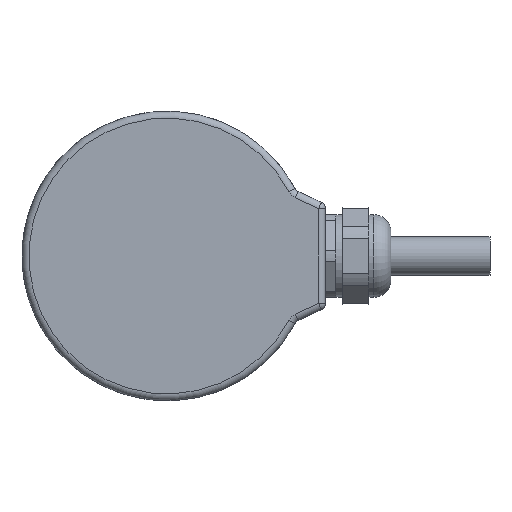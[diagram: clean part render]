
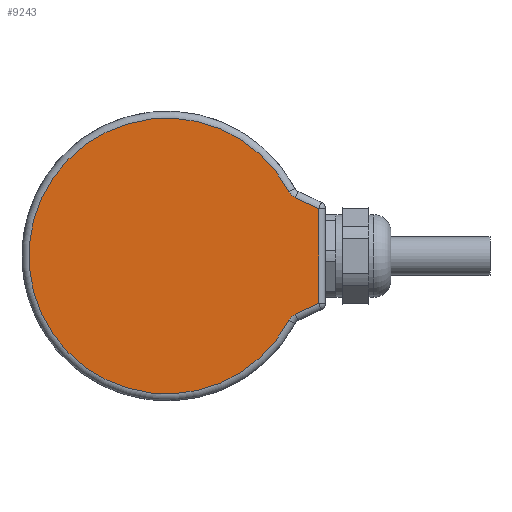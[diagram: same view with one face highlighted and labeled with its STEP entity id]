
A CAD part, left-side view. The second image highlights one B-rep face of the part: STEP entity #9243.
In plain terms, the highlighted planar face has unit normal (-1, 0, 0).
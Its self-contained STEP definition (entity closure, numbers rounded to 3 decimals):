
#1850 = VERTEX_POINT ( 'NONE', #19518 ) ;
#2032 = FACE_OUTER_BOUND ( 'NONE', #17868, .T. ) ;
#2333 = DIRECTION ( 'NONE',  ( -1., 0., 0. ) ) ;
#2497 = AXIS2_PLACEMENT_3D ( 'NONE', #10451, #2333, #7158 ) ;
#3538 = AXIS2_PLACEMENT_3D ( 'NONE', #13127, #11428, #10002 ) ;
#3567 = VERTEX_POINT ( 'NONE', #7825 ) ;
#4271 = LINE ( 'NONE', #17636, #5882 ) ;
#5353 = DIRECTION ( 'NONE',  ( -1., 0., 0. ) ) ;
#5571 = CARTESIAN_POINT ( 'NONE',  ( -33.667, -18.077, -10.252 ) ) ;
#5861 = ORIENTED_EDGE ( 'NONE', *, *, #19423, .F. ) ;
#5882 = VECTOR ( 'NONE', #13852, 1000. ) ;
#6428 = EDGE_CURVE ( 'NONE', #15226, #10797, #18860, .T. ) ;
#7053 = CIRCLE ( 'NONE', #20943, 2. ) ;
#7158 = DIRECTION ( 'NONE',  ( 0., 1., 0. ) ) ;
#7478 = LINE ( 'NONE', #14097, #9327 ) ;
#7604 = LINE ( 'NONE', #20758, #18153 ) ;
#7825 = CARTESIAN_POINT ( 'NONE',  ( -33.667, -16.308, -9.32 ) ) ;
#8358 = VERTEX_POINT ( 'NONE', #17297 ) ;
#9224 = DIRECTION ( 'NONE',  ( 0., 0.906, 0.423 ) ) ;
#9243 = ADVANCED_FACE ( 'NONE', ( #2032 ), #17166, .F. ) ;
#9327 = VECTOR ( 'NONE', #9224, 1000. ) ;
#9408 = CARTESIAN_POINT ( 'NONE',  ( -33.667, -16.308, 9.32 ) ) ;
#10002 = DIRECTION ( 'NONE',  ( 0., 1., 0. ) ) ;
#10451 = CARTESIAN_POINT ( 'NONE',  ( -33.667, -18.077, 10.252 ) ) ;
#10797 = VERTEX_POINT ( 'NONE', #19875 ) ;
#11428 = DIRECTION ( 'NONE',  ( -1., 0., 0. ) ) ;
#11483 = ORIENTED_EDGE ( 'NONE', *, *, #6428, .F. ) ;
#12664 = EDGE_CURVE ( 'NONE', #15226, #3567, #17068, .T. ) ;
#13127 = CARTESIAN_POINT ( 'NONE',  ( -33.667, 1.388, 0. ) ) ;
#13757 = VERTEX_POINT ( 'NONE', #15571 ) ;
#13852 = DIRECTION ( 'NONE',  ( 0., 0., 1. ) ) ;
#13914 = DIRECTION ( 'NONE',  ( 0., 1., 0. ) ) ;
#14097 = CARTESIAN_POINT ( 'NONE',  ( -33.667, -16.923, 8.583 ) ) ;
#14275 = EDGE_CURVE ( 'NONE', #1850, #13757, #7604, .T. ) ;
#15226 = VERTEX_POINT ( 'NONE', #9408 ) ;
#15571 = CARTESIAN_POINT ( 'NONE',  ( -33.667, -20.612, -6.863 ) ) ;
#15897 = AXIS2_PLACEMENT_3D ( 'NONE', #18792, #17265, #13914 ) ;
#17068 = CIRCLE ( 'NONE', #3538, 20. ) ;
#17166 = PLANE ( 'NONE',  #15897 ) ;
#17265 = DIRECTION ( 'NONE',  ( 1., 0., 0. ) ) ;
#17297 = CARTESIAN_POINT ( 'NONE',  ( -33.667, -20.612, 6.863 ) ) ;
#17448 = EDGE_CURVE ( 'NONE', #8358, #10797, #7478, .T. ) ;
#17635 = ORIENTED_EDGE ( 'NONE', *, *, #14275, .T. ) ;
#17636 = CARTESIAN_POINT ( 'NONE',  ( -33.667, -20.612, 7.5 ) ) ;
#17646 = ORIENTED_EDGE ( 'NONE', *, *, #17448, .T. ) ;
#17868 = EDGE_LOOP ( 'NONE', ( #5861, #17635, #18586, #17646, #11483, #19553 ) ) ;
#18153 = VECTOR ( 'NONE', #20321, 1000. ) ;
#18479 = EDGE_CURVE ( 'NONE', #13757, #8358, #4271, .T. ) ;
#18586 = ORIENTED_EDGE ( 'NONE', *, *, #18479, .T. ) ;
#18603 = DIRECTION ( 'NONE',  ( 0., 1., 0. ) ) ;
#18792 = CARTESIAN_POINT ( 'NONE',  ( -33.667, 1.388, 0. ) ) ;
#18860 = CIRCLE ( 'NONE', #2497, 2. ) ;
#19423 = EDGE_CURVE ( 'NONE', #1850, #3567, #7053, .T. ) ;
#19518 = CARTESIAN_POINT ( 'NONE',  ( -33.667, -17.232, -8.439 ) ) ;
#19553 = ORIENTED_EDGE ( 'NONE', *, *, #12664, .T. ) ;
#19875 = CARTESIAN_POINT ( 'NONE',  ( -33.667, -17.232, 8.439 ) ) ;
#20321 = DIRECTION ( 'NONE',  ( 0., -0.906, 0.423 ) ) ;
#20758 = CARTESIAN_POINT ( 'NONE',  ( -33.667, -21.189, -6.594 ) ) ;
#20943 = AXIS2_PLACEMENT_3D ( 'NONE', #5571, #5353, #18603 ) ;
